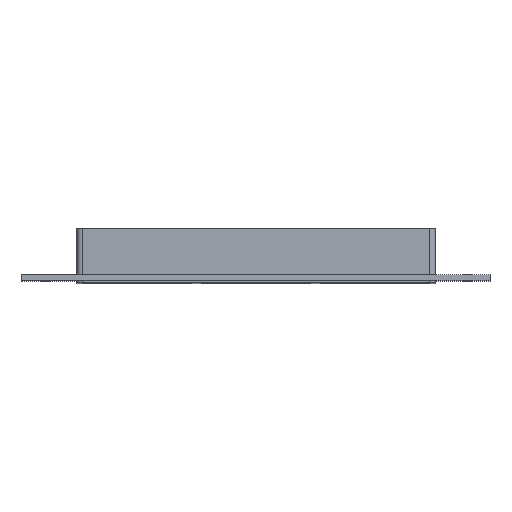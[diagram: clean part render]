
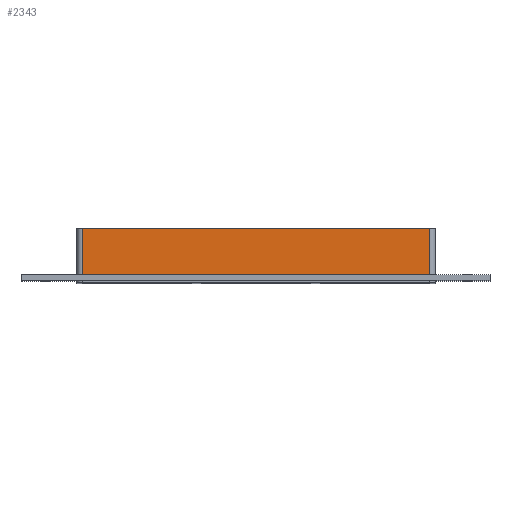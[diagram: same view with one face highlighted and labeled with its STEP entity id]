
A CAD part, top view. The second image highlights one B-rep face of the part: STEP entity #2343.
In plain terms, the highlighted planar face has unit normal (0, 0, 1).
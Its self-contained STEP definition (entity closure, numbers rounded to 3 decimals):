
#1441=CARTESIAN_POINT('',(-190.75,57.0,230.0));
#1442=VERTEX_POINT('',#1441);
#1450=CARTESIAN_POINT('',(190.75,57.0,230.0));
#1451=VERTEX_POINT('',#1450);
#1452=CARTESIAN_POINT('',(-190.75,57.0,230.0));
#1453=DIRECTION('',(1.0,0.0,0.0));
#1454=VECTOR('',#1453,381.5);
#1455=LINE('',#1452,#1454);
#1456=EDGE_CURVE('',#1442,#1451,#1455,.T.);
#1781=CARTESIAN_POINT('',(190.75,6.,230.0));
#1782=VERTEX_POINT('',#1781);
#1790=CARTESIAN_POINT('',(-190.75,6.,230.0));
#1791=VERTEX_POINT('',#1790);
#1792=CARTESIAN_POINT('',(-190.75,6.,230.0));
#1793=DIRECTION('',(1.0,0.0,0.0));
#1794=VECTOR('',#1793,381.5);
#1795=LINE('',#1792,#1794);
#1796=EDGE_CURVE('',#1791,#1782,#1795,.T.);
#2107=CARTESIAN_POINT('',(190.75,57.0,230.0));
#2108=DIRECTION('',(0.0,-1.0,0.0));
#2109=VECTOR('',#2108,51.0);
#2110=LINE('',#2107,#2109);
#2111=EDGE_CURVE('',#1451,#1782,#2110,.T.);
#2321=CARTESIAN_POINT('',(-190.75,6.,230.0));
#2322=DIRECTION('',(0.0,1.0,0.0));
#2323=VECTOR('',#2322,51.0);
#2324=LINE('',#2321,#2323);
#2325=EDGE_CURVE('',#1791,#1442,#2324,.T.);
#2332=CARTESIAN_POINT('',(-196.75,0.0,230.0));
#2333=DIRECTION('',(0.0,0.0,1.0));
#2334=DIRECTION('',(1.0,0.0,0.0));
#2335=AXIS2_PLACEMENT_3D('',#2332,#2333,#2334);
#2336=PLANE('',#2335);
#2337=ORIENTED_EDGE('',*,*,#1796,.T.);
#2338=ORIENTED_EDGE('',*,*,#2111,.F.);
#2339=ORIENTED_EDGE('',*,*,#1456,.F.);
#2340=ORIENTED_EDGE('',*,*,#2325,.F.);
#2341=EDGE_LOOP('',(#2337,#2338,#2339,#2340));
#2342=FACE_OUTER_BOUND('',#2341,.T.);
#2343=ADVANCED_FACE('',(#2342),#2336,.T.);
